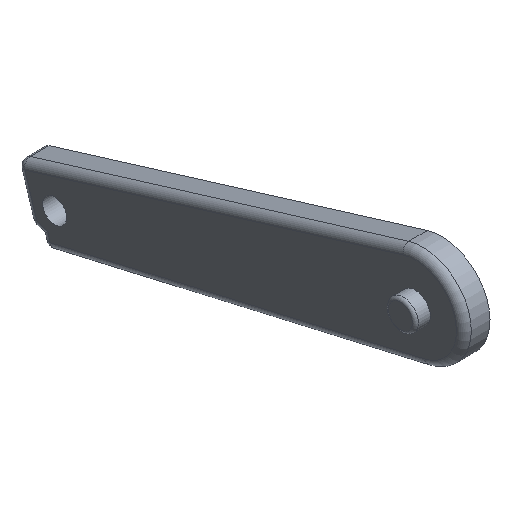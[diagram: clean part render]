
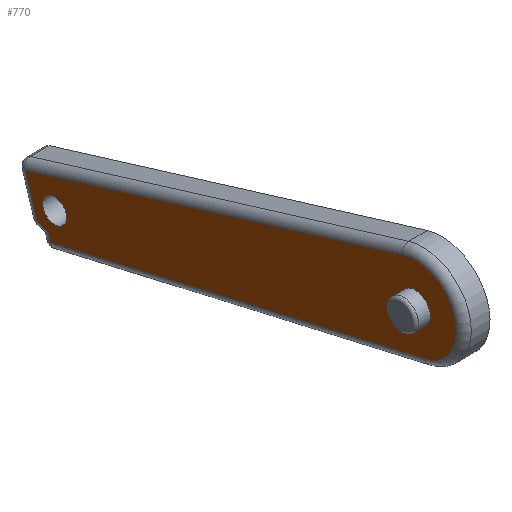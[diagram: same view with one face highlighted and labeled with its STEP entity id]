
A CAD part, isometric view. The second image highlights one B-rep face of the part: STEP entity #770.
In plain terms, the highlighted planar face has unit normal (-1, 0, 0).
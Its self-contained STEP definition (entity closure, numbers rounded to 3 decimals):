
#23=FACE_BOUND('',#282,.T.);
#24=FACE_BOUND('',#283,.T.);
#46=PLANE('',#854);
#101=LINE('',#1296,#168);
#102=LINE('',#1298,#169);
#103=LINE('',#1300,#170);
#104=LINE('',#1302,#171);
#105=LINE('',#1304,#172);
#168=VECTOR('',#1048,10.);
#169=VECTOR('',#1049,10.);
#170=VECTOR('',#1050,10.);
#171=VECTOR('',#1051,10.);
#172=VECTOR('',#1052,10.);
#230=FACE_OUTER_BOUND('',#281,.T.);
#281=EDGE_LOOP('',(#652,#653,#654,#655,#656,#657));
#282=EDGE_LOOP('',(#658));
#283=EDGE_LOOP('',(#659));
#308=CIRCLE('',#810,4.);
#326=CIRCLE('',#855,11.);
#327=CIRCLE('',#856,3.2);
#348=VERTEX_POINT('',#1151);
#396=VERTEX_POINT('',#1294);
#397=VERTEX_POINT('',#1295);
#398=VERTEX_POINT('',#1297);
#399=VERTEX_POINT('',#1299);
#400=VERTEX_POINT('',#1301);
#401=VERTEX_POINT('',#1303);
#402=VERTEX_POINT('',#1306);
#418=EDGE_CURVE('',#348,#348,#308,.T.);
#486=EDGE_CURVE('',#396,#397,#101,.T.);
#487=EDGE_CURVE('',#398,#396,#102,.T.);
#488=EDGE_CURVE('',#399,#398,#103,.T.);
#489=EDGE_CURVE('',#400,#399,#104,.T.);
#490=EDGE_CURVE('',#401,#400,#105,.T.);
#491=EDGE_CURVE('',#397,#401,#326,.T.);
#492=EDGE_CURVE('',#402,#402,#327,.T.);
#652=ORIENTED_EDGE('',*,*,#486,.F.);
#653=ORIENTED_EDGE('',*,*,#487,.F.);
#654=ORIENTED_EDGE('',*,*,#488,.F.);
#655=ORIENTED_EDGE('',*,*,#489,.F.);
#656=ORIENTED_EDGE('',*,*,#490,.F.);
#657=ORIENTED_EDGE('',*,*,#491,.F.);
#658=ORIENTED_EDGE('',*,*,#418,.T.);
#659=ORIENTED_EDGE('',*,*,#492,.T.);
#770=ADVANCED_FACE('',(#230,#23,#24),#46,.T.);
#810=AXIS2_PLACEMENT_3D('',#1152,#908,#909);
#854=AXIS2_PLACEMENT_3D('',#1293,#1046,#1047);
#855=AXIS2_PLACEMENT_3D('',#1305,#1053,#1054);
#856=AXIS2_PLACEMENT_3D('',#1307,#1055,#1056);
#908=DIRECTION('center_axis',(1.,0.,0.));
#909=DIRECTION('ref_axis',(0.,0.,-1.));
#1046=DIRECTION('center_axis',(-1.,0.,0.));
#1047=DIRECTION('ref_axis',(0.,0.,-1.));
#1048=DIRECTION('',(0.,-0.956,0.292));
#1049=DIRECTION('',(0.,0.292,0.956));
#1050=DIRECTION('',(0.,0.951,0.308));
#1051=DIRECTION('',(0.,0.225,0.974));
#1052=DIRECTION('',(0.,0.974,-0.225));
#1053=DIRECTION('center_axis',(1.,0.,0.));
#1054=DIRECTION('ref_axis',(0.,-0.966,0.259));
#1055=DIRECTION('center_axis',(1.,0.,0.));
#1056=DIRECTION('ref_axis',(0.,0.,-1.));
#1151=CARTESIAN_POINT('',(-1.9,75.577,-23.452));
#1152=CARTESIAN_POINT('Origin',(-1.9,75.577,-27.452));
#1293=CARTESIAN_POINT('Origin',(-1.9,122.588,-39.097));
#1294=CARTESIAN_POINT('',(-1.9,180.103,-47.906));
#1295=CARTESIAN_POINT('',(-1.9,78.793,-16.933));
#1296=CARTESIAN_POINT('',(-1.9,153.529,-39.782));
#1297=CARTESIAN_POINT('',(-1.9,176.984,-58.106));
#1298=CARTESIAN_POINT('',(-1.9,177.164,-57.517));
#1299=CARTESIAN_POINT('',(-1.9,174.007,-59.069));
#1300=CARTESIAN_POINT('',(-1.9,154.194,-65.476));
#1301=CARTESIAN_POINT('',(-1.9,173.481,-61.344));
#1302=CARTESIAN_POINT('',(-1.9,174.407,-57.336));
#1303=CARTESIAN_POINT('',(-1.9,73.102,-38.17));
#1304=CARTESIAN_POINT('',(-1.9,96.695,-43.617));
#1305=CARTESIAN_POINT('Origin',(-1.9,75.577,-27.452));
#1306=CARTESIAN_POINT('',(-1.9,172.169,-50.134));
#1307=CARTESIAN_POINT('Origin',(-1.9,172.169,-53.334));
